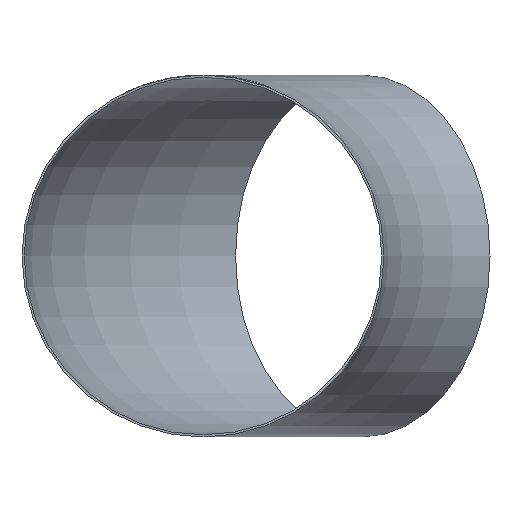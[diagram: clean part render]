
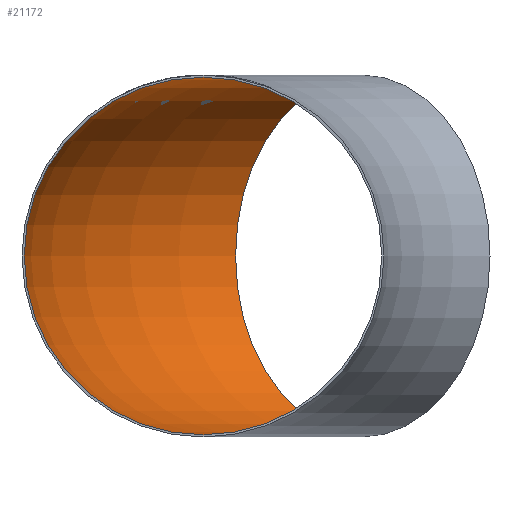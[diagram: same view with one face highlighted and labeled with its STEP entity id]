
A CAD part, front view. The second image highlights one B-rep face of the part: STEP entity #21172.
In plain terms, the highlighted toroidal (fillet/blend) face has major radius 1219 mm and minor radius 401.4 mm.
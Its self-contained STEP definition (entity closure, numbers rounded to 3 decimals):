
#1141 = DIRECTION ( 'NONE',  ( -0.707, 0.707, 0. ) ) ;
#1676 = AXIS2_PLACEMENT_3D ( 'NONE', #30294, #11699, #23650 ) ;
#1831 = EDGE_CURVE ( 'NONE', #10220, #10220, #35852, .T. ) ;
#3583 = CIRCLE ( 'NONE', #1676, 401.4 ) ;
#3631 = FACE_OUTER_BOUND ( 'NONE', #32277, .T. ) ;
#7697 = ORIENTED_EDGE ( 'NONE', *, *, #13629, .F. ) ;
#8353 = AXIS2_PLACEMENT_3D ( 'NONE', #22497, #13116, #1141 ) ;
#10030 = CARTESIAN_POINT ( 'NONE',  ( -1145.796, 1145.796, 0. ) ) ;
#10220 = VERTEX_POINT ( 'NONE', #10030 ) ;
#11699 = DIRECTION ( 'NONE',  ( 0., 1., 0. ) ) ;
#11869 = DIRECTION ( 'NONE',  ( -1., 0., 0. ) ) ;
#13116 = DIRECTION ( 'NONE',  ( 0.707, 0.707, 0. ) ) ;
#13629 = EDGE_CURVE ( 'NONE', #28234, #28234, #3583, .T. ) ;
#15583 = FACE_OUTER_BOUND ( 'NONE', #21973, .T. ) ;
#20319 = TOROIDAL_SURFACE ( 'NONE', #22251, 1219., 401.4 ) ;
#21068 = DIRECTION ( 'NONE',  ( 0., 0., -1. ) ) ;
#21172 = ADVANCED_FACE ( 'NONE', ( #3631, #15583 ), #20319, .F. ) ;
#21973 = EDGE_LOOP ( 'NONE', ( #7697 ) ) ;
#22251 = AXIS2_PLACEMENT_3D ( 'NONE', #30077, #21068, #11869 ) ;
#22497 = CARTESIAN_POINT ( 'NONE',  ( -861.963, 861.963, 0. ) ) ;
#23650 = DIRECTION ( 'NONE',  ( 0., 0., 1. ) ) ;
#27078 = ORIENTED_EDGE ( 'NONE', *, *, #1831, .T. ) ;
#28234 = VERTEX_POINT ( 'NONE', #34101 ) ;
#30077 = CARTESIAN_POINT ( 'NONE',  ( 0., 0., 0. ) ) ;
#30294 = CARTESIAN_POINT ( 'NONE',  ( -1219., 0., 0. ) ) ;
#32277 = EDGE_LOOP ( 'NONE', ( #27078 ) ) ;
#34101 = CARTESIAN_POINT ( 'NONE',  ( -1219., 0., 401.4 ) ) ;
#35852 = CIRCLE ( 'NONE', #8353, 401.4 ) ;
